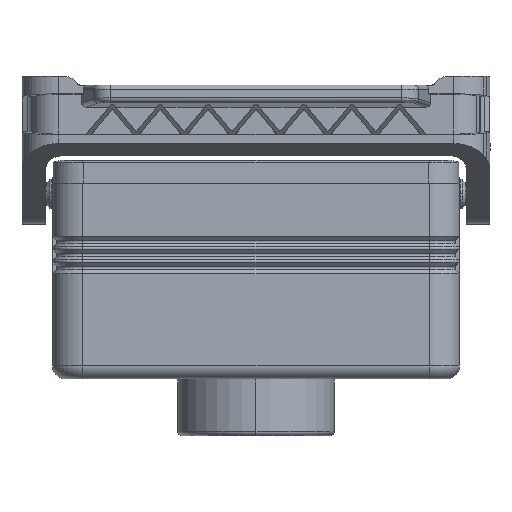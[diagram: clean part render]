
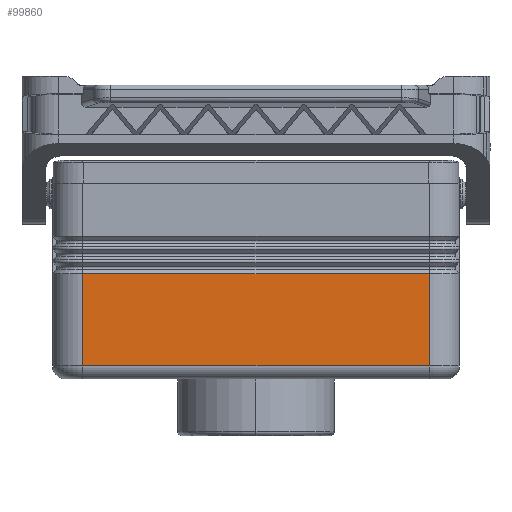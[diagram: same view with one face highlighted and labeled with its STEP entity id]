
A CAD part, front view. The second image highlights one B-rep face of the part: STEP entity #99860.
In plain terms, the highlighted face is planar.
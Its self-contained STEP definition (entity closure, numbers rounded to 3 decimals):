
#56920=CARTESIAN_POINT('',(-39.75,21.5,42.));
#56930=VERTEX_POINT('',#56920);
#78520=CARTESIAN_POINT('',(39.75,21.5,
20.809));
#78530=VERTEX_POINT('',#78520);
#84790=CARTESIAN_POINT('',(0.,21.5,22.5));
#84800=DIRECTION('',(0.,1.,-0.));
#84810=DIRECTION('',(0.,0.,1.));
#84820=AXIS2_PLACEMENT_3D('',#84790,#84800,#84810);
#84830=PLANE('',#84820);
#84920=CARTESIAN_POINT('',(-39.75,21.5,0.));
#84930=DIRECTION('',(0.,0.,1.));
#84940=VECTOR('',#84930,1.);
#84950=LINE('',#84920,#84940);
#85080=CARTESIAN_POINT('',(39.75,21.5,0.));
#85090=DIRECTION('',(0.,0.,-1.));
#85100=VECTOR('',#85090,1.);
#85110=LINE('',#85080,#85100);
#90150=CARTESIAN_POINT('',(39.75,21.5,42.));
#90160=VERTEX_POINT('',#90150);
#90190=EDGE_CURVE('',#90160,#78530,#85110,.T.);
#99670=CARTESIAN_POINT('',(-39.75,21.5,20.809));
#99680=VERTEX_POINT('',#99670);
#99690=EDGE_CURVE('',#99680,#56930,#84950,.T.);
#99700=ORIENTED_EDGE('',*,*,#99690,.T.);
#99710=CARTESIAN_POINT('',(0.,21.5,20.809));
#99720=DIRECTION('',(1.,0.,0.));
#99730=VECTOR('',#99720,1.);
#99740=LINE('',#99710,#99730);
#99750=EDGE_CURVE('',#99680,#78530,#99740,.T.);
#99760=ORIENTED_EDGE('',*,*,#99750,.F.);
#99770=ORIENTED_EDGE('',*,*,#90190,.T.);
#99780=CARTESIAN_POINT('',(0.,21.5,42.));
#99790=DIRECTION('',(1.,0.,0.));
#99800=VECTOR('',#99790,1.);
#99810=LINE('',#99780,#99800);
#99820=EDGE_CURVE('',#56930,#90160,#99810,.T.);
#99830=ORIENTED_EDGE('',*,*,#99820,.T.);
#99840=EDGE_LOOP('',(#99830,#99770,#99760,#99700));
#99850=FACE_OUTER_BOUND('',#99840,.T.);
#99860=ADVANCED_FACE('',(#99850),#84830,.T.);
